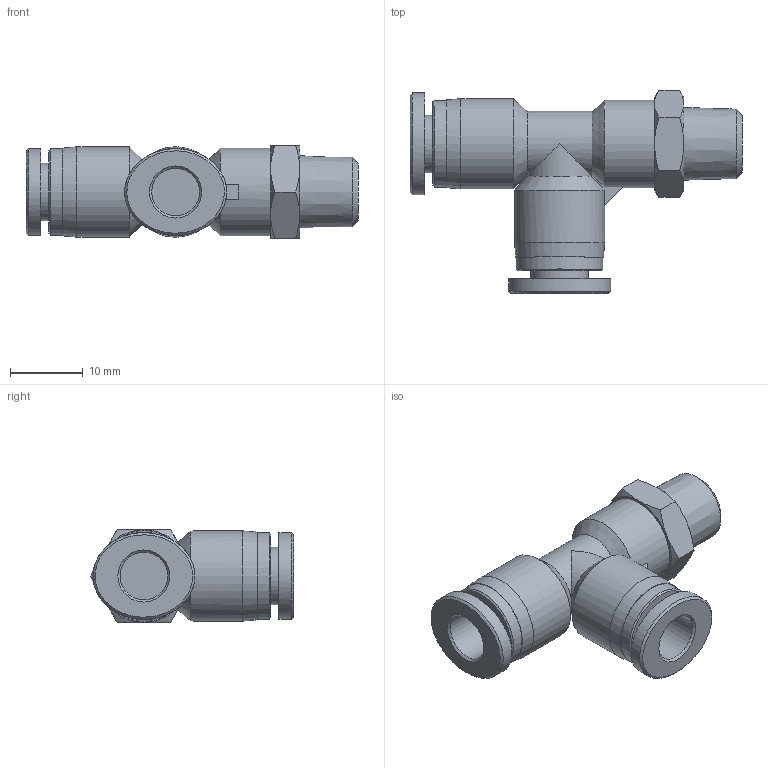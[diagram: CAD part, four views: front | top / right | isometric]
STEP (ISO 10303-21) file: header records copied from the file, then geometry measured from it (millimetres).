
FILE_DESCRIPTION((''),'2;1');
FILE_NAME('PST 1_4-N01U.stp','2016-10-17T14:59:21',('Administrator'),(''),'Autodesk Inventor 2013','Autodesk Inventor 2013','');
FILE_SCHEMA(('CONFIG_CONTROL_DESIGN'));
Length unit declared in the file: millimetre
Products named in the file (4): PST 1_4-N01U; NL 1_4-NPT1_8 BODY; NST N1_4 BODY; SLEEVE N1_4L
Assembly tree (4 placements, depth 2):
  PST 1_4-N01U
    NL 1_4-NPT1_8 BODY
    NST N1_4 BODY
    SLEEVE N1_4L  x2
Bounding box: 45.6 x 27.88 x 12.7 mm (x, y, z)
Volume: 5101.7 mm3; surface area: 4113.9 mm2
Topology: 4 solids, 4 shells, 70 faces, 138 edges, 83 vertices
Faces by surface type: plane 29, cone 23, cylinder 14, bspline 4
Full cylindrical faces by diameter (mm): 6.55 x4, 7.9 x2, 8.9 x1, 11.9 x2, 12 x1, 12.4 x2
Entity records: 1624 total; most frequent: CARTESIAN_POINT 395, DIRECTION 251, ORIENTED_EDGE 206, AXIS2_PLACEMENT_3D 113, EDGE_CURVE 103, EDGE_LOOP 82, VERTEX_POINT 71, FACE_OUTER_BOUND 59
